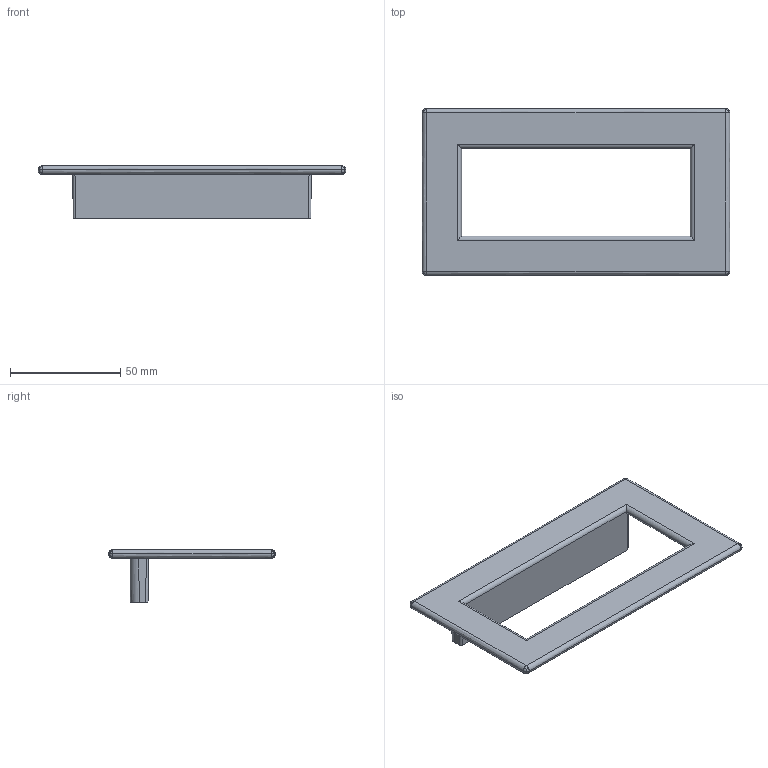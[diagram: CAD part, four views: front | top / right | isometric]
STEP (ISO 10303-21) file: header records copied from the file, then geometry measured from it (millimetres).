
FILE_DESCRIPTION(('Creo Elements/Direct Modeling STEP Export'),'2;1');
FILE_NAME('2064-140.stp','2024-09-23T12:46:40',(''),(''),'Creo Elements/Direct Modeling STEP processor for AP214 (Solid Model)','Creo Elements/Direct Modeling 20.0 12-Nov-2016 (C) Parametric Technology GmbH','');
FILE_SCHEMA(('AUTOMOTIVE_DESIGN { 1 0 10303 214 1 1 1 1 }'));
Length unit declared in the file: millimetre
Products named in the file (1): Griff
Bounding box: 139.86 x 75.86 x 24 mm (x, y, z)
Volume: 23406.2 mm3; surface area: 26372.2 mm2
Topology: 1 solids, 1 shells, 143 faces, 343 edges, 208 vertices
Faces by surface type: bspline 46, plane 43, cylinder 32, cone 22
Entity records: 8587 total; most frequent: CARTESIAN_POINT 5798, ORIENTED_EDGE 662, DIRECTION 358, EDGE_CURVE 331, VERTEX_POINT 208, EDGE_LOOP 163, FACE_OUTER_BOUND 143, ADVANCED_FACE 143
